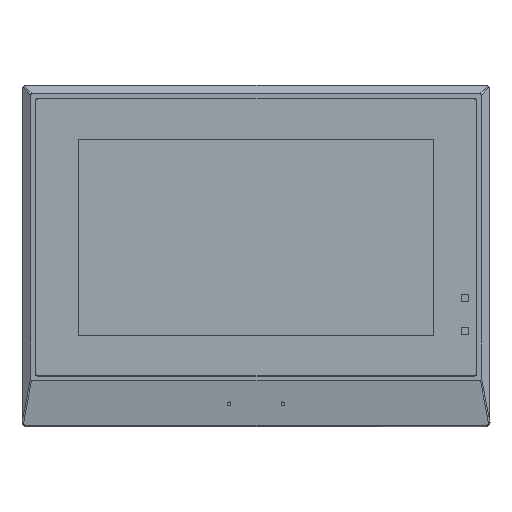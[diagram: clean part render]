
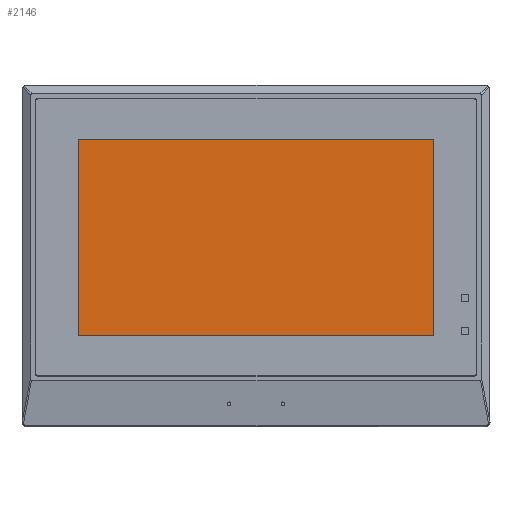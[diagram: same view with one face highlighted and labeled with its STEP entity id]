
A CAD part, top view. The second image highlights one B-rep face of the part: STEP entity #2146.
In plain terms, the highlighted planar face has unit normal (0, 0, 1).
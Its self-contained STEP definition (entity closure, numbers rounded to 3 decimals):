
#278 = DIRECTION ( 'NONE',  ( 0., 0., 1. ) ) ;
#408 = CARTESIAN_POINT ( 'NONE',  ( 76., -41.92, -0.27 ) ) ;
#421 = VERTEX_POINT ( 'NONE', #408 ) ;
#612 = LINE ( 'NONE', #2949, #6128 ) ;
#773 = EDGE_CURVE ( 'NONE', #421, #2490, #7650, .T. ) ;
#977 = ORIENTED_EDGE ( 'NONE', *, *, #5351, .T. ) ;
#1039 = VECTOR ( 'NONE', #13401, 1000. ) ;
#1381 = CARTESIAN_POINT ( 'NONE',  ( -76., -41.92, -0.27 ) ) ;
#2146 = ADVANCED_FACE ( 'NONE', ( #5165 ), #2420, .T. ) ;
#2219 = EDGE_LOOP ( 'NONE', ( #9668, #11090, #2347, #977 ) ) ;
#2347 = ORIENTED_EDGE ( 'NONE', *, *, #7991, .T. ) ;
#2420 = PLANE ( 'NONE',  #8481 ) ;
#2490 = VERTEX_POINT ( 'NONE', #4208 ) ;
#2949 = CARTESIAN_POINT ( 'NONE',  ( -76., -41.92, -0.27 ) ) ;
#3337 = LINE ( 'NONE', #8159, #9190 ) ;
#4208 = CARTESIAN_POINT ( 'NONE',  ( 76., 41.88, -0.27 ) ) ;
#4666 = EDGE_CURVE ( 'NONE', #2490, #13217, #10190, .T. ) ;
#4736 = CARTESIAN_POINT ( 'NONE',  ( 76., -41.92, -0.27 ) ) ;
#5165 = FACE_OUTER_BOUND ( 'NONE', #2219, .T. ) ;
#5351 = EDGE_CURVE ( 'NONE', #9124, #421, #612, .T. ) ;
#6128 = VECTOR ( 'NONE', #13958, 1000. ) ;
#6861 = CARTESIAN_POINT ( 'NONE',  ( 0., 0., -0.27 ) ) ;
#7650 = LINE ( 'NONE', #4736, #13154 ) ;
#7954 = DIRECTION ( 'NONE',  ( 1., 0., 0. ) ) ;
#7991 = EDGE_CURVE ( 'NONE', #13217, #9124, #3337, .T. ) ;
#8159 = CARTESIAN_POINT ( 'NONE',  ( -76., 41.88, -0.27 ) ) ;
#8481 = AXIS2_PLACEMENT_3D ( 'NONE', #6861, #278, #7954 ) ;
#9030 = CARTESIAN_POINT ( 'NONE',  ( 76., 41.88, -0.27 ) ) ;
#9124 = VERTEX_POINT ( 'NONE', #1381 ) ;
#9190 = VECTOR ( 'NONE', #13603, 1000. ) ;
#9668 = ORIENTED_EDGE ( 'NONE', *, *, #773, .T. ) ;
#10190 = LINE ( 'NONE', #9030, #1039 ) ;
#10306 = CARTESIAN_POINT ( 'NONE',  ( -76., 41.88, -0.27 ) ) ;
#11090 = ORIENTED_EDGE ( 'NONE', *, *, #4666, .T. ) ;
#12420 = DIRECTION ( 'NONE',  ( 0., 1., 0. ) ) ;
#13154 = VECTOR ( 'NONE', #12420, 1000. ) ;
#13217 = VERTEX_POINT ( 'NONE', #10306 ) ;
#13401 = DIRECTION ( 'NONE',  ( -1., 0., 0. ) ) ;
#13603 = DIRECTION ( 'NONE',  ( 0., -1., 0. ) ) ;
#13958 = DIRECTION ( 'NONE',  ( 1., 0., 0. ) ) ;
